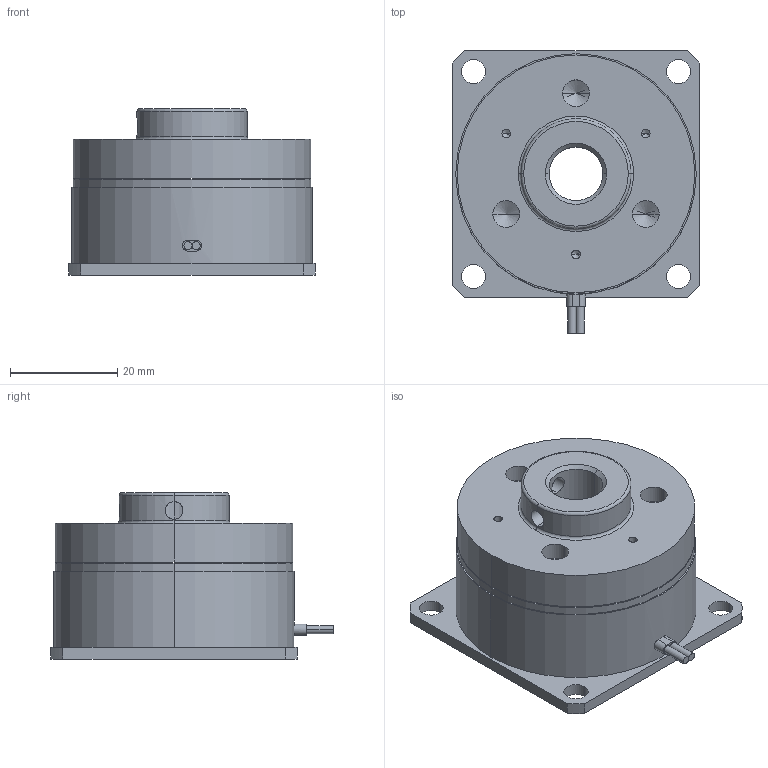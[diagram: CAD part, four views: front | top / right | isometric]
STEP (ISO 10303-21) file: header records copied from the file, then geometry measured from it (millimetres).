
FILE_DESCRIPTION (( 'STEP AP203' ), '1' );
FILE_NAME ('YPP616663.STEP', '2020-12-24T06:39:02', ( '' ), ( '' ), 'SwSTEP 2.0', 'SolidWorks 2016', '' );
FILE_SCHEMA (( 'CONFIG_CONTROL_DESIGN' ));
Length unit declared in the file: millimetre
Products named in the file (1): YPP616663
Bounding box: 46 x 52.7 x 31 mm (x, y, z)
Volume: 32750.8 mm3; surface area: 12611.5 mm2
Topology: 2 solids, 2 shells, 86 faces, 206 edges, 124 vertices
Faces by surface type: cylinder 50, plane 18, cone 14, torus 4
Entity records: 2763 total; most frequent: CARTESIAN_POINT 649, DIRECTION 460, ORIENTED_EDGE 388, EDGE_CURVE 194, AXIS2_PLACEMENT_3D 189, VERTEX_POINT 124, EDGE_LOOP 114, CIRCLE 102
